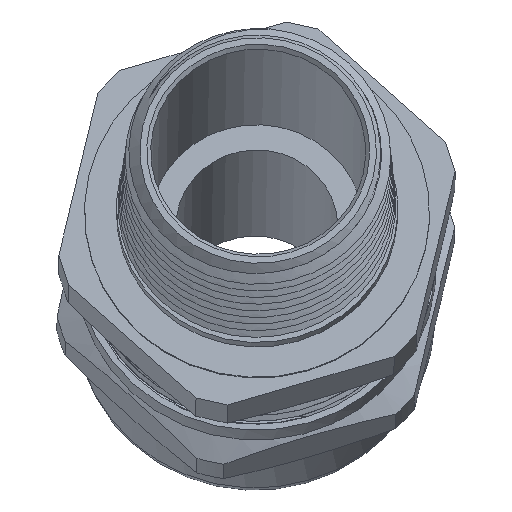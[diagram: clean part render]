
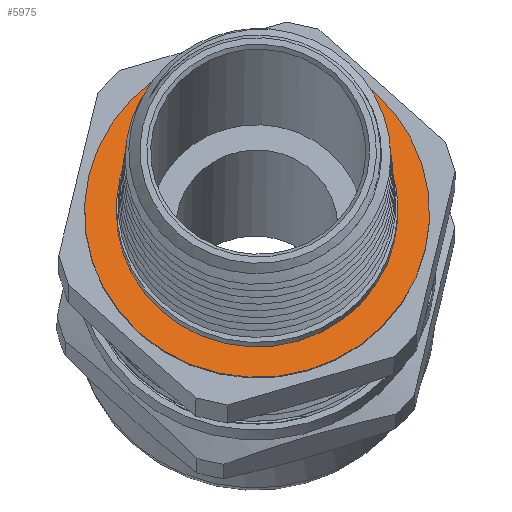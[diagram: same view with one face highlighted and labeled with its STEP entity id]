
A CAD part, left-side view. The second image highlights one B-rep face of the part: STEP entity #5975.
In plain terms, the highlighted face is planar.
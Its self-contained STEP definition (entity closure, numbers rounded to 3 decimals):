
#660=PLANE('',#6841);
#1232=FACE_BOUND('',#1902,.T.);
#1554=FACE_OUTER_BOUND('',#1901,.T.);
#1901=EDGE_LOOP('',(#5501));
#1902=EDGE_LOOP('',(#5502));
#2266=CIRCLE('',#6840,13.18);
#2267=CIRCLE('',#6842,10.75);
#2868=VERTEX_POINT('',#13850);
#2869=VERTEX_POINT('',#13853);
#3767=EDGE_CURVE('',#2868,#2868,#2266,.T.);
#3768=EDGE_CURVE('',#2869,#2869,#2267,.T.);
#5501=ORIENTED_EDGE('',*,*,#3767,.T.);
#5502=ORIENTED_EDGE('',*,*,#3768,.F.);
#5975=ADVANCED_FACE('',(#1554,#1232),#660,.T.);
#6840=AXIS2_PLACEMENT_3D('',#13851,#8687,#8688);
#6841=AXIS2_PLACEMENT_3D('',#13852,#8689,#8690);
#6842=AXIS2_PLACEMENT_3D('',#13854,#8691,#8692);
#8687=DIRECTION('center_axis',(1.,0.,0.));
#8688=DIRECTION('ref_axis',(0.,0.,-1.));
#8689=DIRECTION('center_axis',(1.,0.,0.));
#8690=DIRECTION('ref_axis',(0.,0.,-1.));
#8691=DIRECTION('center_axis',(1.,0.,0.));
#8692=DIRECTION('ref_axis',(0.,1.,0.));
#13850=CARTESIAN_POINT('',(-15.8,13.18,0.));
#13851=CARTESIAN_POINT('Origin',(-15.8,0.,0.));
#13852=CARTESIAN_POINT('Origin',(-15.8,10.75,0.));
#13853=CARTESIAN_POINT('',(-15.8,10.75,0.));
#13854=CARTESIAN_POINT('Origin',(-15.8,0.,0.));
